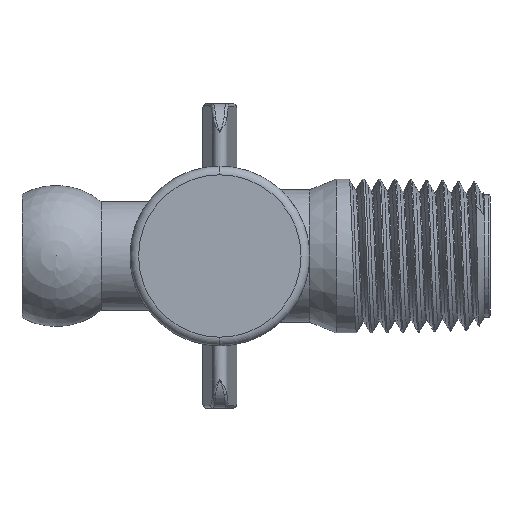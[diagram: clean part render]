
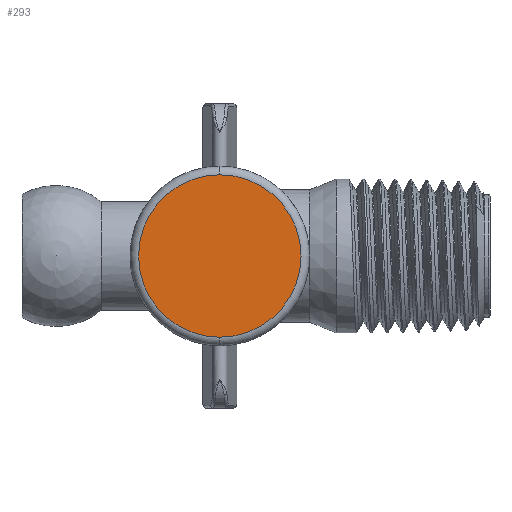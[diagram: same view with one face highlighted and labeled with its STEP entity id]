
A CAD part, front view. The second image highlights one B-rep face of the part: STEP entity #293.
In plain terms, the highlighted planar face has unit normal (0, -1, 0).
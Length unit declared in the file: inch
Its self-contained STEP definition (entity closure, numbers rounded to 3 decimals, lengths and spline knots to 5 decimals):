
#293 = ADVANCED_FACE ( 'NONE', ( #2013 ), #2012, .T. ) ;
#294 = EDGE_LOOP ( 'NONE', ( #295, #296 ) ) ;
#295 = ORIENTED_EDGE ( 'NONE', *, *, #824, .T. ) ;
#296 = ORIENTED_EDGE ( 'NONE', *, *, #297, .T. ) ;
#297 = EDGE_CURVE ( 'NONE', #822, #825, #2007, .T. ) ;
#822 = VERTEX_POINT ( 'NONE', #14090 ) ;
#824 = EDGE_CURVE ( 'NONE', #825, #822, #14089, .T. ) ;
#825 = VERTEX_POINT ( 'NONE', #14084 ) ;
#2004 = DIRECTION ( 'NONE',  ( 0., -1., 0. ) ) ;
#2005 = CARTESIAN_POINT ( 'NONE',  ( -0.6635, -0.441, 0. ) ) ;
#2006 = AXIS2_PLACEMENT_3D ( 'NONE', #2005, #2004, #2069 ) ;
#2007 = CIRCLE ( 'NONE', #2006, 0.285 ) ;
#2008 = DIRECTION ( 'NONE',  ( 0., 0., -1. ) ) ;
#2009 = DIRECTION ( 'NONE',  ( 0., -1., 0. ) ) ;
#2010 = CARTESIAN_POINT ( 'NONE',  ( -0.6635, -0.441, 0. ) ) ;
#2011 = AXIS2_PLACEMENT_3D ( 'NONE', #2010, #2009, #2008 ) ;
#2012 = PLANE ( 'NONE',  #2011 ) ;
#2013 = FACE_OUTER_BOUND ( 'NONE', #294, .T. ) ;
#2069 = DIRECTION ( 'NONE',  ( 0., 0., -1. ) ) ;
#14084 = CARTESIAN_POINT ( 'NONE',  ( -0.6635, -0.441, -0.285 ) ) ;
#14085 = DIRECTION ( 'NONE',  ( 0., 0., -1. ) ) ;
#14086 = DIRECTION ( 'NONE',  ( 0., -1., 0. ) ) ;
#14087 = CARTESIAN_POINT ( 'NONE',  ( -0.6635, -0.441, 0. ) ) ;
#14088 = AXIS2_PLACEMENT_3D ( 'NONE', #14087, #14086, #14085 ) ;
#14089 = CIRCLE ( 'NONE', #14088, 0.285 ) ;
#14090 = CARTESIAN_POINT ( 'NONE',  ( -0.6635, -0.441, 0.285 ) ) ;
